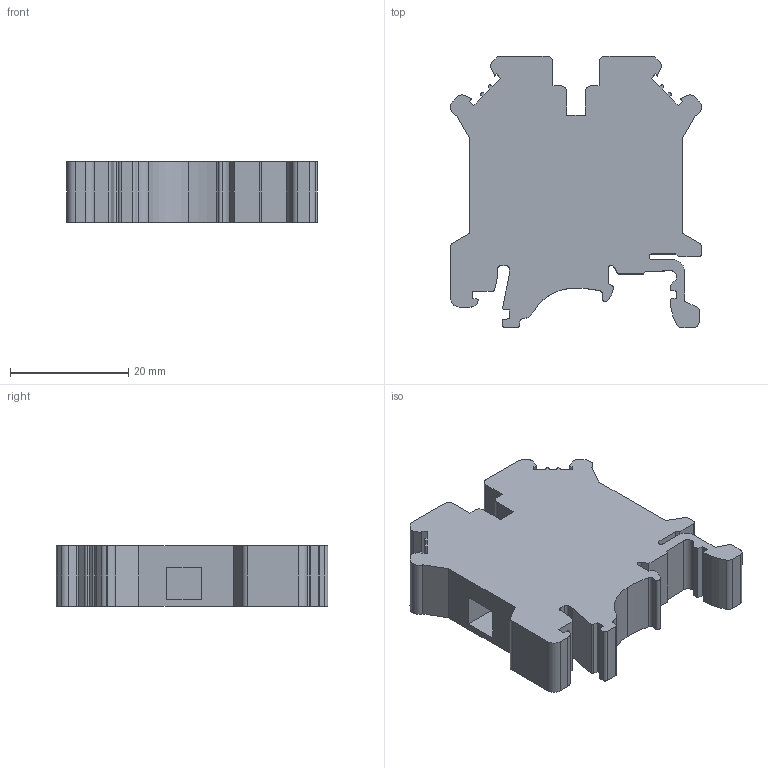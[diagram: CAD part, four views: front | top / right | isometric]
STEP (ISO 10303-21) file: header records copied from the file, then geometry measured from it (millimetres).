
FILE_DESCRIPTION((''),'2;1');
FILE_NAME('UKJ-10','2021-05-08T',('ASUS'),(''),'PRO/ENGINEER BY PARAMETRIC TECHNOLOGY CORPORATION, 2013230','PRO/ENGINEER BY PARAMETRIC TECHNOLOGY CORPORATION, 2013230','');
FILE_SCHEMA(('CONFIG_CONTROL_DESIGN'));
Length unit declared in the file: millimetre
Products named in the file (1): UKJ-10
Bounding box: 42.5 x 46 x 10.2 mm (x, y, z)
Volume: 13592.2 mm3; surface area: 5993.8 mm2
Topology: 1 solids, 1 shells, 150 faces, 452 edges, 308 vertices
Faces by surface type: plane 100, cylinder 50
Entity records: 5154 total; most frequent: CARTESIAN_POINT 910, ORIENTED_EDGE 904, DIRECTION 872, EDGE_CURVE 452, VECTOR 332, LINE 332, VERTEX_POINT 308, AXIS2_PLACEMENT_3D 270
